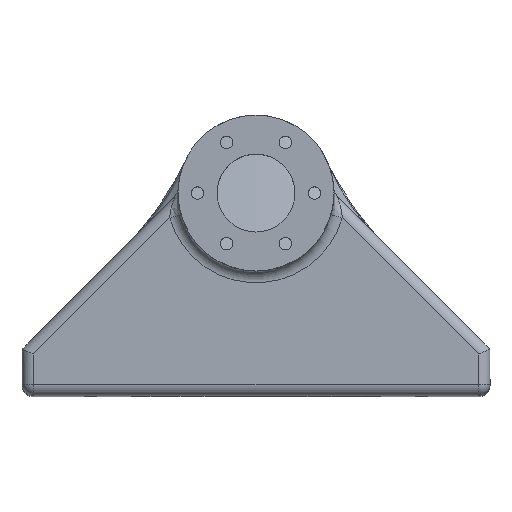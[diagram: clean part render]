
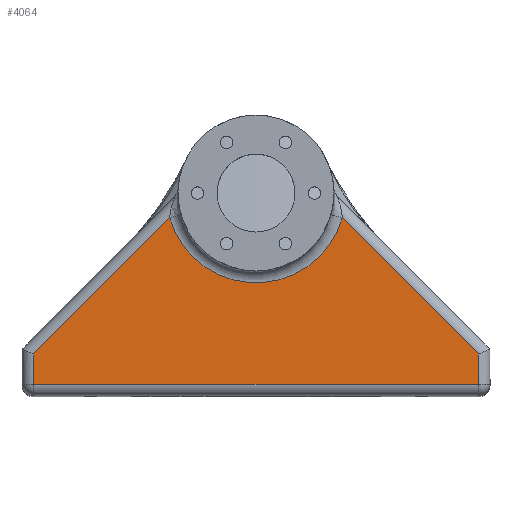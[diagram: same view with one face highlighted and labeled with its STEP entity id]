
A CAD part, top view. The second image highlights one B-rep face of the part: STEP entity #4064.
In plain terms, the highlighted planar face has unit normal (0, 0, 1).
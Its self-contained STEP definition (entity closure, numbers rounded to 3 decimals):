
#297 = EDGE_CURVE ( 'NONE', #3491, #4502, #526, .T. ) ;
#299 = DIRECTION ( 'NONE',  ( -1., 0., 0. ) ) ;
#356 = CARTESIAN_POINT ( 'NONE',  ( 60., -49., 0. ) ) ;
#526 = LINE ( 'NONE', #2352, #5372 ) ;
#581 = VECTOR ( 'NONE', #3510, 1000. ) ;
#586 = CARTESIAN_POINT ( 'NONE',  ( 57., 0., 0. ) ) ;
#618 = CARTESIAN_POINT ( 'NONE',  ( 57., -41.243, 0. ) ) ;
#717 = CARTESIAN_POINT ( 'NONE',  ( 22.106, -6.349, 0. ) ) ;
#734 = EDGE_CURVE ( 'NONE', #2163, #3491, #932, .T. ) ;
#782 = EDGE_CURVE ( 'NONE', #1204, #2163, #4023, .T. ) ;
#910 = VERTEX_POINT ( 'NONE', #2324 ) ;
#932 = CIRCLE ( 'NONE', #1689, 23. ) ;
#1019 = ORIENTED_EDGE ( 'NONE', *, *, #5554, .T. ) ;
#1076 = DIRECTION ( 'NONE',  ( 0., 0., -1. ) ) ;
#1104 = DIRECTION ( 'NONE',  ( -1., 0., 0. ) ) ;
#1155 = VECTOR ( 'NONE', #2852, 1000. ) ;
#1162 = CARTESIAN_POINT ( 'NONE',  ( 0., 0., 0. ) ) ;
#1175 = CARTESIAN_POINT ( 'NONE',  ( -22.106, -6.349, 0. ) ) ;
#1203 = ORIENTED_EDGE ( 'NONE', *, *, #3974, .T. ) ;
#1204 = VERTEX_POINT ( 'NONE', #618 ) ;
#1244 = CARTESIAN_POINT ( 'NONE',  ( 7.879, 7.879, 0. ) ) ;
#1622 = ORIENTED_EDGE ( 'NONE', *, *, #5697, .T. ) ;
#1689 = AXIS2_PLACEMENT_3D ( 'NONE', #1162, #1076, #1104 ) ;
#1773 = FACE_OUTER_BOUND ( 'NONE', #4377, .T. ) ;
#2142 = VECTOR ( 'NONE', #5875, 1000. ) ;
#2163 = VERTEX_POINT ( 'NONE', #717 ) ;
#2324 = CARTESIAN_POINT ( 'NONE',  ( 57., -49., 0. ) ) ;
#2352 = CARTESIAN_POINT ( 'NONE',  ( -57.879, -42.121, 0. ) ) ;
#2407 = LINE ( 'NONE', #586, #1155 ) ;
#2425 = AXIS2_PLACEMENT_3D ( 'NONE', #3586, #5754, #299 ) ;
#2825 = DIRECTION ( 'NONE',  ( -0.707, -0.707, 0. ) ) ;
#2852 = DIRECTION ( 'NONE',  ( 0., 1., 0. ) ) ;
#2915 = CARTESIAN_POINT ( 'NONE',  ( -57., -41.243, 0. ) ) ;
#3018 = LINE ( 'NONE', #356, #2142 ) ;
#3097 = LINE ( 'NONE', #3577, #581 ) ;
#3138 = PLANE ( 'NONE',  #2425 ) ;
#3491 = VERTEX_POINT ( 'NONE', #1175 ) ;
#3510 = DIRECTION ( 'NONE',  ( 0., -1., 0. ) ) ;
#3577 = CARTESIAN_POINT ( 'NONE',  ( -57., -52., 0. ) ) ;
#3586 = CARTESIAN_POINT ( 'NONE',  ( 0., 0., 0. ) ) ;
#3600 = ORIENTED_EDGE ( 'NONE', *, *, #734, .T. ) ;
#3663 = ORIENTED_EDGE ( 'NONE', *, *, #782, .T. ) ;
#3974 = EDGE_CURVE ( 'NONE', #3978, #910, #3018, .T. ) ;
#3978 = VERTEX_POINT ( 'NONE', #5783 ) ;
#4023 = LINE ( 'NONE', #1244, #4734 ) ;
#4064 = ADVANCED_FACE ( 'NONE', ( #1773 ), #3138, .F. ) ;
#4354 = ORIENTED_EDGE ( 'NONE', *, *, #297, .T. ) ;
#4377 = EDGE_LOOP ( 'NONE', ( #1622, #3663, #3600, #4354, #1019, #1203 ) ) ;
#4426 = DIRECTION ( 'NONE',  ( -0.707, 0.707, 0. ) ) ;
#4502 = VERTEX_POINT ( 'NONE', #2915 ) ;
#4734 = VECTOR ( 'NONE', #4426, 1000. ) ;
#5372 = VECTOR ( 'NONE', #2825, 1000. ) ;
#5554 = EDGE_CURVE ( 'NONE', #4502, #3978, #3097, .T. ) ;
#5697 = EDGE_CURVE ( 'NONE', #910, #1204, #2407, .T. ) ;
#5754 = DIRECTION ( 'NONE',  ( 0., 0., -1. ) ) ;
#5783 = CARTESIAN_POINT ( 'NONE',  ( -57., -49., 0. ) ) ;
#5875 = DIRECTION ( 'NONE',  ( 1., 0., 0. ) ) ;
